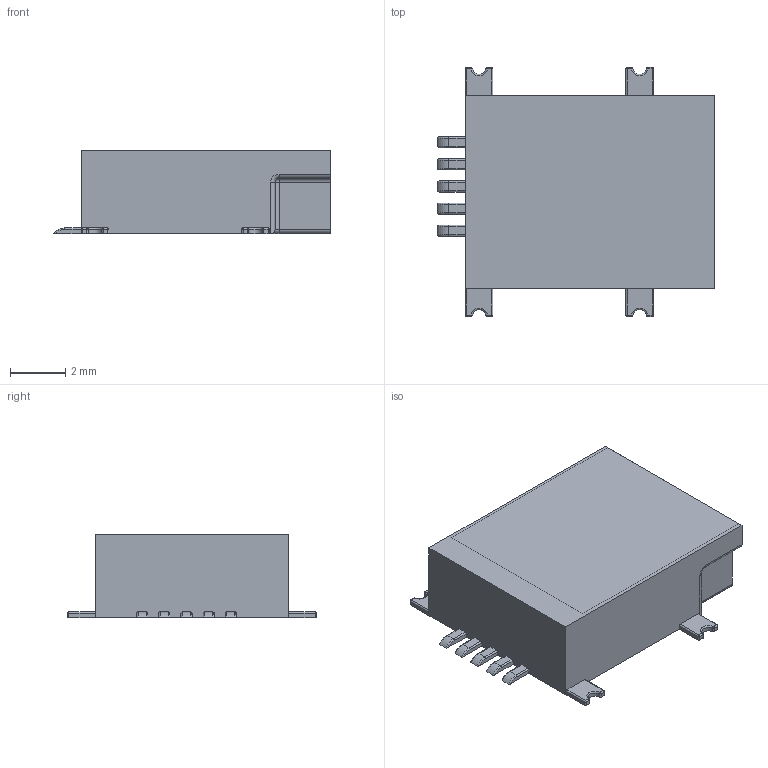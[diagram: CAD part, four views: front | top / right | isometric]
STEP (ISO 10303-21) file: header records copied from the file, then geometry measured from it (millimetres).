
FILE_DESCRIPTION(/* description */ (''),/* implementation_level */ '2;1');
FILE_NAME(/* name */ 'mini-USB port v1.step',/* time_stamp */ '2021-05-19T08:53:44+03:00',/* author */ (''),/* organization */ (''),/* preprocessor_version */ 'ST-DEVELOPER v18.1',/* originating_system */ 'Autodesk Translation Framework v10.6.0.1341',/* authorisation */ '');
FILE_SCHEMA (('AUTOMOTIVE_DESIGN { 1 0 10303 214 3 1 1 }'));
Length unit declared in the file: millimetre
Products named in the file (1): mini-USB port
Bounding box: 10 x 9 x 3 mm (x, y, z)
Volume: 77.3 mm3; surface area: 527 mm2
Topology: 11 solids, 11 shells, 210 faces, 485 edges, 298 vertices
Faces by surface type: plane 100, cylinder 74, torus 18, sphere 18
Entity records: 6011 total; most frequent: CARTESIAN_POINT 1084, DIRECTION 1067, ORIENTED_EDGE 970, EDGE_CURVE 485, AXIS2_PLACEMENT_3D 381, LINE 305, VECTOR 305, VERTEX_POINT 298
